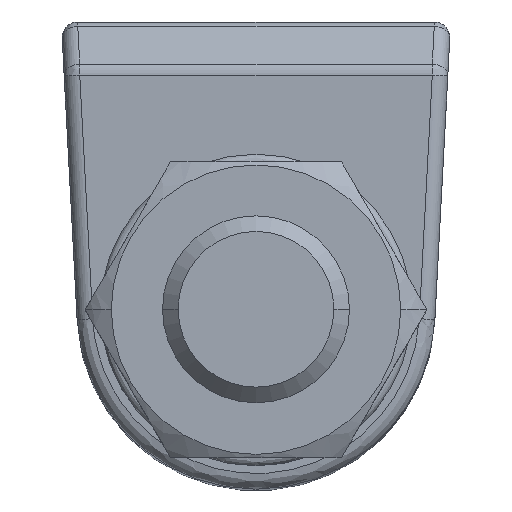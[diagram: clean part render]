
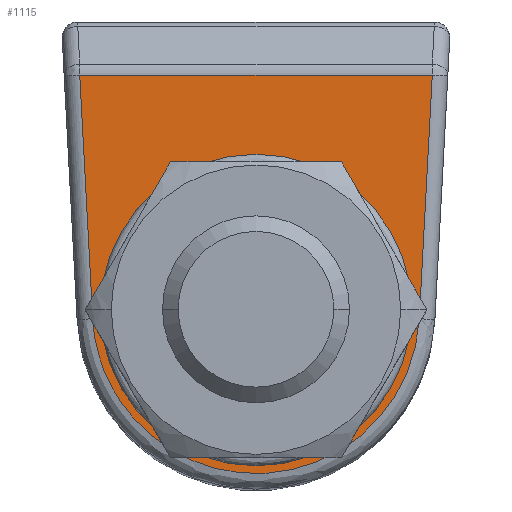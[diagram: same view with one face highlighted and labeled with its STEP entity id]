
A CAD part, top view. The second image highlights one B-rep face of the part: STEP entity #1115.
In plain terms, the highlighted planar face has unit normal (0, 0, 1).
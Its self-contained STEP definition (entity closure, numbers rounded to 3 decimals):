
#7 = CARTESIAN_POINT ( 'NONE',  ( 10.485, 6.442, 54. ) ) ;
#81 = CARTESIAN_POINT ( 'NONE',  ( 9.479, -12.488, 54. ) ) ;
#362 = VECTOR ( 'NONE', #1187, 1000. ) ;
#439 = CARTESIAN_POINT ( 'NONE',  ( 0., 13.25, 54. ) ) ;
#762 = VECTOR ( 'NONE', #1790, 1000. ) ;
#820 =( BOUNDED_CURVE ( )  B_SPLINE_CURVE ( 3, ( #4500, #81, #5127, #1331 ),
 .UNSPECIFIED., .F., .F. ) 
 B_SPLINE_CURVE_WITH_KNOTS ( ( 4, 4 ),
 ( 0., 1. ),
 .UNSPECIFIED. ) 
 CURVE ( )  GEOMETRIC_REPRESENTATION_ITEM ( )  RATIONAL_B_SPLINE_CURVE ( ( 1., 0.369, 0.369, 1. ) ) 
 REPRESENTATION_ITEM ( '' )  );
#852 = EDGE_LOOP ( 'NONE', ( #5044, #3800 ) ) ;
#911 = AXIS2_PLACEMENT_3D ( 'NONE', #1290, #5707, #1939 ) ;
#955 = ORIENTED_EDGE ( 'NONE', *, *, #7396, .F. ) ;
#1074 = CARTESIAN_POINT ( 'NONE',  ( 0., 7., 54. ) ) ;
#1115 = ADVANCED_FACE ( 'NONE', ( #6000, #2871 ), #6072, .T. ) ;
#1187 = DIRECTION ( 'NONE',  ( 0.053, 0.999, 0. ) ) ;
#1290 = CARTESIAN_POINT ( 'NONE',  ( 0., 7., 54. ) ) ;
#1303 = EDGE_CURVE ( 'NONE', #1428, #3669, #7432, .T. ) ;
#1322 = VERTEX_POINT ( 'NONE', #6014 ) ;
#1331 = CARTESIAN_POINT ( 'NONE',  ( -10.485, 6.442, 54. ) ) ;
#1428 = VERTEX_POINT ( 'NONE', #4301 ) ;
#1714 = DIRECTION ( 'NONE',  ( 1., 0., 0. ) ) ;
#1745 = VERTEX_POINT ( 'NONE', #5418 ) ;
#1790 = DIRECTION ( 'NONE',  ( 0.053, -0.999, 0. ) ) ;
#1939 = DIRECTION ( 'NONE',  ( 0., 1., 0. ) ) ;
#2299 = AXIS2_PLACEMENT_3D ( 'NONE', #1074, #5476, #1714 ) ;
#2405 = CIRCLE ( 'NONE', #911, 6.25 ) ;
#2434 = EDGE_CURVE ( 'NONE', #3669, #5009, #4129, .T. ) ;
#2476 = AXIS2_PLACEMENT_3D ( 'NONE', #6635, #2888, #7257 ) ;
#2609 = CARTESIAN_POINT ( 'NONE',  ( -11.317, 22.086, 54. ) ) ;
#2610 = CIRCLE ( 'NONE', #2476, 6.25 ) ;
#2623 = ORIENTED_EDGE ( 'NONE', *, *, #2434, .T. ) ;
#2654 = VECTOR ( 'NONE', #7802, 1000. ) ;
#2694 = EDGE_CURVE ( 'NONE', #1322, #1428, #5184, .T. ) ;
#2871 = FACE_OUTER_BOUND ( 'NONE', #6799, .T. ) ;
#2888 = DIRECTION ( 'NONE',  ( 0., 0., -1. ) ) ;
#3669 = VERTEX_POINT ( 'NONE', #2609 ) ;
#3800 = ORIENTED_EDGE ( 'NONE', *, *, #7605, .T. ) ;
#4129 = LINE ( 'NONE', #6903, #762 ) ;
#4156 = CARTESIAN_POINT ( 'NONE',  ( 0., 22.086, 54. ) ) ;
#4301 = CARTESIAN_POINT ( 'NONE',  ( 11.317, 22.086, 54. ) ) ;
#4500 = CARTESIAN_POINT ( 'NONE',  ( 10.485, 6.442, 54. ) ) ;
#4983 = CARTESIAN_POINT ( 'NONE',  ( -10.485, 6.442, 54. ) ) ;
#5009 = VERTEX_POINT ( 'NONE', #4983 ) ;
#5044 = ORIENTED_EDGE ( 'NONE', *, *, #7839, .T. ) ;
#5127 = CARTESIAN_POINT ( 'NONE',  ( -9.479, -12.488, 54. ) ) ;
#5184 = LINE ( 'NONE', #7, #362 ) ;
#5418 = CARTESIAN_POINT ( 'NONE',  ( 0., 0.75, 54. ) ) ;
#5476 = DIRECTION ( 'NONE',  ( 0., 0., 1. ) ) ;
#5707 = DIRECTION ( 'NONE',  ( 0., 0., -1. ) ) ;
#5748 = ORIENTED_EDGE ( 'NONE', *, *, #2694, .T. ) ;
#6000 = FACE_BOUND ( 'NONE', #852, .T. ) ;
#6014 = CARTESIAN_POINT ( 'NONE',  ( 10.485, 6.442, 54. ) ) ;
#6072 = PLANE ( 'NONE',  #2299 ) ;
#6635 = CARTESIAN_POINT ( 'NONE',  ( 0., 7., 54. ) ) ;
#6767 = VERTEX_POINT ( 'NONE', #439 ) ;
#6799 = EDGE_LOOP ( 'NONE', ( #2623, #955, #5748, #7841 ) ) ;
#6903 = CARTESIAN_POINT ( 'NONE',  ( -11.317, 22.086, 54. ) ) ;
#7257 = DIRECTION ( 'NONE',  ( 0., 1., 0. ) ) ;
#7396 = EDGE_CURVE ( 'NONE', #1322, #5009, #820, .T. ) ;
#7432 = LINE ( 'NONE', #4156, #2654 ) ;
#7605 = EDGE_CURVE ( 'NONE', #1745, #6767, #2610, .T. ) ;
#7802 = DIRECTION ( 'NONE',  ( -1., 0., 0. ) ) ;
#7839 = EDGE_CURVE ( 'NONE', #6767, #1745, #2405, .T. ) ;
#7841 = ORIENTED_EDGE ( 'NONE', *, *, #1303, .T. ) ;
